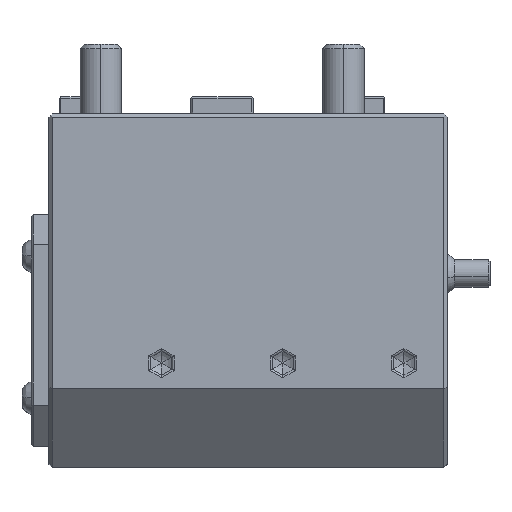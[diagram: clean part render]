
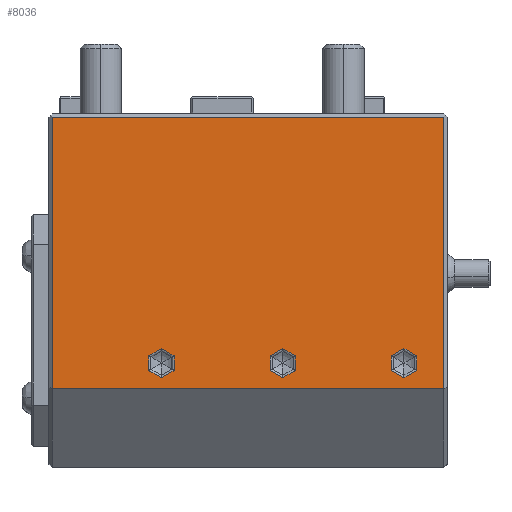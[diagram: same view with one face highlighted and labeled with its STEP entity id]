
A CAD part, top view. The second image highlights one B-rep face of the part: STEP entity #8036.
In plain terms, the highlighted planar face has unit normal (0, 0, 1).
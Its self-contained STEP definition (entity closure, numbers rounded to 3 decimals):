
#1246=DIRECTION('',(0.,1.,0.));
#1247=VECTOR('',#1246,78.357);
#1248=CARTESIAN_POINT('',(64.,-79.357,47.5));
#1249=LINE('',#1248,#1247);
#1250=DIRECTION('',(-1.,0.,0.));
#1251=VECTOR('',#1250,113.);
#1252=CARTESIAN_POINT('',(64.,-79.357,47.5));
#1253=LINE('',#1252,#1251);
#1254=DIRECTION('',(0.,1.,0.));
#1255=VECTOR('',#1254,78.357);
#1256=CARTESIAN_POINT('',(-49.,-79.357,47.5));
#1257=LINE('',#1256,#1255);
#1258=DIRECTION('',(1.,0.,0.));
#1259=VECTOR('',#1258,113.);
#1260=CARTESIAN_POINT('',(-49.,-1.,47.5));
#1261=LINE('',#1260,#1259);
#1262=DIRECTION('',(0.,1.,0.));
#1263=VECTOR('',#1262,4.219);
#1264=CARTESIAN_POINT('',(-13.846,-74.11,47.5));
#1265=LINE('',#1264,#1263);
#1290=DIRECTION('',(0.866,0.5,0.));
#1291=VECTOR('',#1290,4.219);
#1292=CARTESIAN_POINT('',(-17.5,-76.219,47.5));
#1293=LINE('',#1292,#1291);
#1298=DIRECTION('',(0.866,-0.5,0.));
#1299=VECTOR('',#1298,4.219);
#1300=CARTESIAN_POINT('',(-21.154,-74.11,47.5));
#1301=LINE('',#1300,#1299);
#1346=DIRECTION('',(0.,-1.,0.));
#1347=VECTOR('',#1346,4.219);
#1348=CARTESIAN_POINT('',(-21.154,-69.89,47.5));
#1349=LINE('',#1348,#1347);
#1374=DIRECTION('',(-0.866,-0.5,0.));
#1375=VECTOR('',#1374,4.219);
#1376=CARTESIAN_POINT('',(-17.5,-67.781,47.5));
#1377=LINE('',#1376,#1375);
#1402=DIRECTION('',(-0.866,0.5,0.));
#1403=VECTOR('',#1402,4.219);
#1404=CARTESIAN_POINT('',(-13.846,-69.89,47.5));
#1405=LINE('',#1404,#1403);
#1508=DIRECTION('',(0.,1.,0.));
#1509=VECTOR('',#1508,4.219);
#1510=CARTESIAN_POINT('',(21.154,-74.11,47.5));
#1511=LINE('',#1510,#1509);
#1536=DIRECTION('',(0.866,0.5,0.));
#1537=VECTOR('',#1536,4.219);
#1538=CARTESIAN_POINT('',(17.5,-76.219,47.5));
#1539=LINE('',#1538,#1537);
#1544=DIRECTION('',(0.866,-0.5,0.));
#1545=VECTOR('',#1544,4.219);
#1546=CARTESIAN_POINT('',(13.846,-74.11,47.5));
#1547=LINE('',#1546,#1545);
#1592=DIRECTION('',(0.,-1.,0.));
#1593=VECTOR('',#1592,4.219);
#1594=CARTESIAN_POINT('',(13.846,-69.89,47.5));
#1595=LINE('',#1594,#1593);
#1620=DIRECTION('',(-0.866,-0.5,0.));
#1621=VECTOR('',#1620,4.219);
#1622=CARTESIAN_POINT('',(17.5,-67.781,47.5));
#1623=LINE('',#1622,#1621);
#1648=DIRECTION('',(-0.866,0.5,0.));
#1649=VECTOR('',#1648,4.219);
#1650=CARTESIAN_POINT('',(21.154,-69.89,47.5));
#1651=LINE('',#1650,#1649);
#1754=DIRECTION('',(0.,1.,0.));
#1755=VECTOR('',#1754,4.219);
#1756=CARTESIAN_POINT('',(56.154,-74.11,47.5));
#1757=LINE('',#1756,#1755);
#1782=DIRECTION('',(0.866,0.5,0.));
#1783=VECTOR('',#1782,4.219);
#1784=CARTESIAN_POINT('',(52.5,-76.219,47.5));
#1785=LINE('',#1784,#1783);
#1790=DIRECTION('',(0.866,-0.5,0.));
#1791=VECTOR('',#1790,4.219);
#1792=CARTESIAN_POINT('',(48.846,-74.11,47.5));
#1793=LINE('',#1792,#1791);
#1838=DIRECTION('',(0.,-1.,0.));
#1839=VECTOR('',#1838,4.219);
#1840=CARTESIAN_POINT('',(48.846,-69.89,47.5));
#1841=LINE('',#1840,#1839);
#1866=DIRECTION('',(-0.866,-0.5,0.));
#1867=VECTOR('',#1866,4.219);
#1868=CARTESIAN_POINT('',(52.5,-67.781,47.5));
#1869=LINE('',#1868,#1867);
#1894=DIRECTION('',(-0.866,0.5,0.));
#1895=VECTOR('',#1894,4.219);
#1896=CARTESIAN_POINT('',(56.154,-69.89,47.5));
#1897=LINE('',#1896,#1895);
#5765=CARTESIAN_POINT('',(64.,-79.357,47.5));
#5766=CARTESIAN_POINT('',(64.,-1.,47.5));
#5767=VERTEX_POINT('',#5765);
#5768=VERTEX_POINT('',#5766);
#5779=CARTESIAN_POINT('',(-49.,-79.357,47.5));
#5780=VERTEX_POINT('',#5779);
#5789=CARTESIAN_POINT('',(-49.,-1.,47.5));
#5790=VERTEX_POINT('',#5789);
#6369=CARTESIAN_POINT('',(52.5,-76.219,47.5));
#6370=CARTESIAN_POINT('',(56.154,-74.11,47.5));
#6371=VERTEX_POINT('',#6369);
#6372=VERTEX_POINT('',#6370);
#6377=CARTESIAN_POINT('',(56.154,-69.89,47.5));
#6378=VERTEX_POINT('',#6377);
#6381=CARTESIAN_POINT('',(52.5,-67.781,47.5));
#6382=VERTEX_POINT('',#6381);
#6385=CARTESIAN_POINT('',(48.846,-69.89,47.5));
#6386=VERTEX_POINT('',#6385);
#6389=CARTESIAN_POINT('',(48.846,-74.11,47.5));
#6390=VERTEX_POINT('',#6389);
#6459=CARTESIAN_POINT('',(17.5,-76.219,47.5));
#6460=CARTESIAN_POINT('',(21.154,-74.11,47.5));
#6461=VERTEX_POINT('',#6459);
#6462=VERTEX_POINT('',#6460);
#6467=CARTESIAN_POINT('',(21.154,-69.89,47.5));
#6468=VERTEX_POINT('',#6467);
#6471=CARTESIAN_POINT('',(17.5,-67.781,47.5));
#6472=VERTEX_POINT('',#6471);
#6475=CARTESIAN_POINT('',(13.846,-69.89,47.5));
#6476=VERTEX_POINT('',#6475);
#6479=CARTESIAN_POINT('',(13.846,-74.11,47.5));
#6480=VERTEX_POINT('',#6479);
#6594=CARTESIAN_POINT('',(-17.5,-76.219,47.5));
#6595=CARTESIAN_POINT('',(-13.846,-74.11,47.5));
#6596=VERTEX_POINT('',#6594);
#6597=VERTEX_POINT('',#6595);
#6602=CARTESIAN_POINT('',(-13.846,-69.89,47.5));
#6603=VERTEX_POINT('',#6602);
#6606=CARTESIAN_POINT('',(-17.5,-67.781,47.5));
#6607=VERTEX_POINT('',#6606);
#6610=CARTESIAN_POINT('',(-21.154,-69.89,47.5));
#6611=VERTEX_POINT('',#6610);
#6614=CARTESIAN_POINT('',(-21.154,-74.11,47.5));
#6615=VERTEX_POINT('',#6614);
#7983=CARTESIAN_POINT('',(65.,0.,47.5));
#7984=DIRECTION('',(0.,0.,1.));
#7985=DIRECTION('',(-1.,0.,0.));
#7986=AXIS2_PLACEMENT_3D('',#7983,#7984,#7985);
#7987=PLANE('',#7986);
#7988=ORIENTED_EDGE('',*,*,#7868,.F.);
#7989=ORIENTED_EDGE('',*,*,#7897,.T.);
#7990=ORIENTED_EDGE('',*,*,#7974,.T.);
#7991=ORIENTED_EDGE('',*,*,#7834,.T.);
#7992=EDGE_LOOP('',(#7988,#7989,#7990,#7991));
#7993=FACE_OUTER_BOUND('',#7992,.F.);
#7995=ORIENTED_EDGE('',*,*,#7994,.T.);
#7997=ORIENTED_EDGE('',*,*,#7996,.T.);
#7999=ORIENTED_EDGE('',*,*,#7998,.T.);
#8001=ORIENTED_EDGE('',*,*,#8000,.T.);
#8003=ORIENTED_EDGE('',*,*,#8002,.T.);
#8005=ORIENTED_EDGE('',*,*,#8004,.T.);
#8006=EDGE_LOOP('',(#7995,#7997,#7999,#8001,#8003,#8005));
#8007=FACE_BOUND('',#8006,.F.);
#8009=ORIENTED_EDGE('',*,*,#8008,.T.);
#8011=ORIENTED_EDGE('',*,*,#8010,.T.);
#8013=ORIENTED_EDGE('',*,*,#8012,.T.);
#8015=ORIENTED_EDGE('',*,*,#8014,.T.);
#8017=ORIENTED_EDGE('',*,*,#8016,.T.);
#8019=ORIENTED_EDGE('',*,*,#8018,.T.);
#8020=EDGE_LOOP('',(#8009,#8011,#8013,#8015,#8017,#8019));
#8021=FACE_BOUND('',#8020,.F.);
#8023=ORIENTED_EDGE('',*,*,#8022,.T.);
#8025=ORIENTED_EDGE('',*,*,#8024,.T.);
#8027=ORIENTED_EDGE('',*,*,#8026,.T.);
#8029=ORIENTED_EDGE('',*,*,#8028,.T.);
#8031=ORIENTED_EDGE('',*,*,#8030,.T.);
#8033=ORIENTED_EDGE('',*,*,#8032,.T.);
#8034=EDGE_LOOP('',(#8023,#8025,#8027,#8029,#8031,#8033));
#8035=FACE_BOUND('',#8034,.F.);
#7834=EDGE_CURVE('',#5790,#5768,#1261,.T.);
#7868=EDGE_CURVE('',#5767,#5768,#1249,.T.);
#7897=EDGE_CURVE('',#5767,#5780,#1253,.T.);
#7974=EDGE_CURVE('',#5780,#5790,#1257,.T.);
#7994=EDGE_CURVE('',#6597,#6603,#1265,.T.);
#7996=EDGE_CURVE('',#6603,#6607,#1405,.T.);
#7998=EDGE_CURVE('',#6607,#6611,#1377,.T.);
#8000=EDGE_CURVE('',#6611,#6615,#1349,.T.);
#8002=EDGE_CURVE('',#6615,#6596,#1301,.T.);
#8004=EDGE_CURVE('',#6596,#6597,#1293,.T.);
#8008=EDGE_CURVE('',#6462,#6468,#1511,.T.);
#8010=EDGE_CURVE('',#6468,#6472,#1651,.T.);
#8012=EDGE_CURVE('',#6472,#6476,#1623,.T.);
#8014=EDGE_CURVE('',#6476,#6480,#1595,.T.);
#8016=EDGE_CURVE('',#6480,#6461,#1547,.T.);
#8018=EDGE_CURVE('',#6461,#6462,#1539,.T.);
#8022=EDGE_CURVE('',#6372,#6378,#1757,.T.);
#8024=EDGE_CURVE('',#6378,#6382,#1897,.T.);
#8026=EDGE_CURVE('',#6382,#6386,#1869,.T.);
#8028=EDGE_CURVE('',#6386,#6390,#1841,.T.);
#8030=EDGE_CURVE('',#6390,#6371,#1793,.T.);
#8032=EDGE_CURVE('',#6371,#6372,#1785,.T.);
#8036=ADVANCED_FACE('',(#7993,#8007,#8021,#8035),#7987,.T.);
